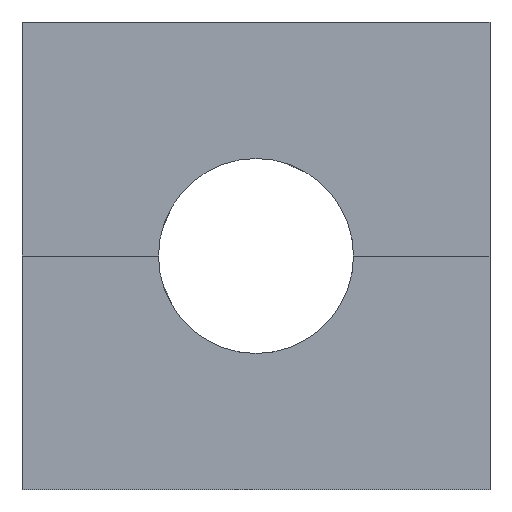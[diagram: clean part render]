
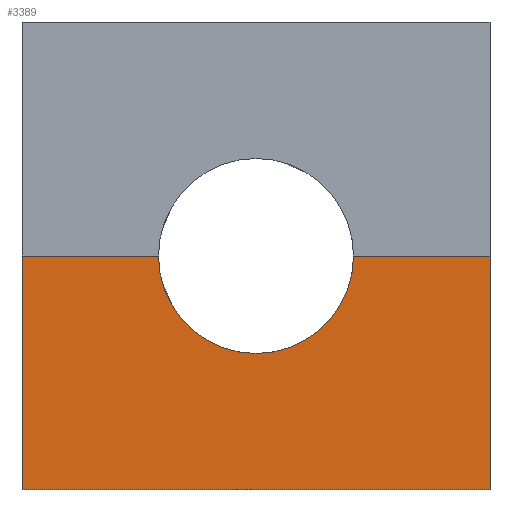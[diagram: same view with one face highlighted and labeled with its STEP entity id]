
A CAD part, front view. The second image highlights one B-rep face of the part: STEP entity #3389.
In plain terms, the highlighted planar face has unit normal (0, -1, 0).
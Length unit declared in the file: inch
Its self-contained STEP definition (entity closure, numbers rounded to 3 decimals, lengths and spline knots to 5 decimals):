
#296=PLANE('',#3710);
#446=FACE_OUTER_BOUND('',#639,.T.);
#639=EDGE_LOOP('',(#2941,#2942,#2943,#2944,#2945,#2946));
#955=LINE('',#5737,#1250);
#961=LINE('',#5748,#1256);
#964=LINE('',#5753,#1259);
#965=LINE('',#5755,#1260);
#968=LINE('',#5765,#1263);
#1250=VECTOR('',#4444,0.3937);
#1256=VECTOR('',#4456,0.3937);
#1259=VECTOR('',#4461,0.3937);
#1260=VECTOR('',#4464,0.3937);
#1263=VECTOR('',#4477,0.3937);
#1390=CIRCLE('',#3693,0.1875);
#1674=VERTEX_POINT('',#5635);
#1675=VERTEX_POINT('',#5637);
#1687=VERTEX_POINT('',#5734);
#1688=VERTEX_POINT('',#5736);
#1689=VERTEX_POINT('',#5745);
#1690=VERTEX_POINT('',#5747);
#2109=EDGE_CURVE('',#1674,#1675,#1390,.T.);
#2125=EDGE_CURVE('',#1688,#1687,#955,.T.);
#2131=EDGE_CURVE('',#1690,#1689,#961,.T.);
#2134=EDGE_CURVE('',#1675,#1689,#964,.T.);
#2135=EDGE_CURVE('',#1688,#1674,#965,.T.);
#2140=EDGE_CURVE('',#1687,#1690,#968,.T.);
#2941=ORIENTED_EDGE('',*,*,#2135,.F.);
#2942=ORIENTED_EDGE('',*,*,#2125,.T.);
#2943=ORIENTED_EDGE('',*,*,#2140,.T.);
#2944=ORIENTED_EDGE('',*,*,#2131,.T.);
#2945=ORIENTED_EDGE('',*,*,#2134,.F.);
#2946=ORIENTED_EDGE('',*,*,#2109,.F.);
#3389=ADVANCED_FACE('',(#446),#296,.F.);
#3693=AXIS2_PLACEMENT_3D('',#5638,#4418,#4419);
#3710=AXIS2_PLACEMENT_3D('',#5764,#4475,#4476);
#4418=DIRECTION('center_axis',(0.,-1.,0.));
#4419=DIRECTION('ref_axis',(1.,0.,0.));
#4444=DIRECTION('',(0.,0.,-1.));
#4456=DIRECTION('',(0.,0.,1.));
#4461=DIRECTION('',(1.,0.,0.));
#4464=DIRECTION('',(1.,0.,0.));
#4475=DIRECTION('center_axis',(0.,1.,0.));
#4476=DIRECTION('ref_axis',(1.,0.,0.));
#4477=DIRECTION('',(1.,0.,0.));
#5635=CARTESIAN_POINT('',(-0.1875,0.,0.));
#5637=CARTESIAN_POINT('',(0.1875,0.,0.));
#5638=CARTESIAN_POINT('Origin',(0.,0.,0.));
#5734=CARTESIAN_POINT('',(-0.45,0.,-0.45));
#5736=CARTESIAN_POINT('',(-0.45,0.,0.));
#5737=CARTESIAN_POINT('',(-0.45,0.,0.45));
#5745=CARTESIAN_POINT('',(0.45,0.,0.));
#5747=CARTESIAN_POINT('',(0.45,0.,-0.45));
#5748=CARTESIAN_POINT('',(0.45,0.,-0.45));
#5753=CARTESIAN_POINT('',(0.,0.,0.));
#5755=CARTESIAN_POINT('',(0.,0.,0.));
#5764=CARTESIAN_POINT('Origin',(0.,0.,0.));
#5765=CARTESIAN_POINT('',(-0.45,0.,-0.45));
